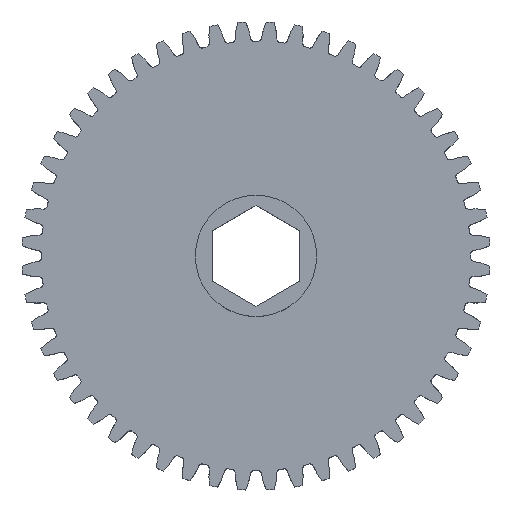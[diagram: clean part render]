
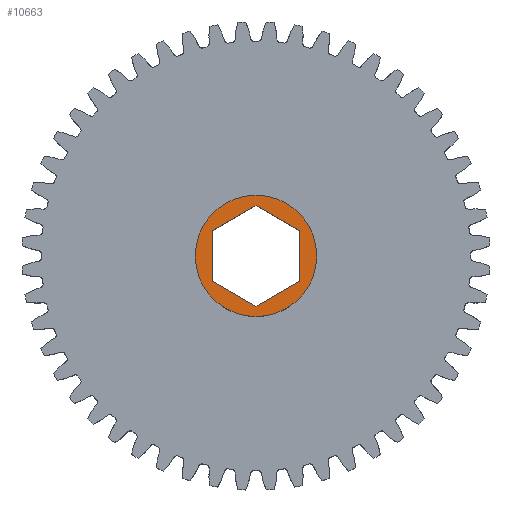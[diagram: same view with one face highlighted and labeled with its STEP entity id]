
A CAD part, top view. The second image highlights one B-rep face of the part: STEP entity #10663.
In plain terms, the highlighted planar face has unit normal (0, 0, 1).
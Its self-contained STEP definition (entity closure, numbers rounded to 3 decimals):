
#157 = VECTOR ( 'NONE', #2950, 1000. ) ;
#921 = DIRECTION ( 'NONE',  ( 0., 0., -1. ) ) ;
#987 = VECTOR ( 'NONE', #5944, 1000. ) ;
#1032 = VERTEX_POINT ( 'NONE', #17758 ) ;
#1157 = ORIENTED_EDGE ( 'NONE', *, *, #1296, .T. ) ;
#1296 = EDGE_CURVE ( 'NONE', #11290, #13105, #17296, .T. ) ;
#1449 = VERTEX_POINT ( 'NONE', #3705 ) ;
#1544 = ORIENTED_EDGE ( 'NONE', *, *, #16287, .T. ) ;
#1672 = AXIS2_PLACEMENT_3D ( 'NONE', #5814, #11390, #1912 ) ;
#1691 = CARTESIAN_POINT ( 'NONE',  ( 0., -7.376, 6.3 ) ) ;
#1912 = DIRECTION ( 'NONE',  ( 0., 1., 0. ) ) ;
#2472 = LINE ( 'NONE', #15936, #4825 ) ;
#2600 = DIRECTION ( 'NONE',  ( -0.866, -0.5, 0. ) ) ;
#2921 = VECTOR ( 'NONE', #8061, 1000. ) ;
#2950 = DIRECTION ( 'NONE',  ( -0.866, 0.5, 0. ) ) ;
#3075 = EDGE_LOOP ( 'NONE', ( #9932, #5837, #15529, #1544, #4682, #1157 ) ) ;
#3489 = ORIENTED_EDGE ( 'NONE', *, *, #8933, .F. ) ;
#3641 = LINE ( 'NONE', #16486, #9445 ) ;
#3705 = CARTESIAN_POINT ( 'NONE',  ( 0., -8.89, 6.3 ) ) ;
#4664 = VERTEX_POINT ( 'NONE', #5359 ) ;
#4682 = ORIENTED_EDGE ( 'NONE', *, *, #5373, .T. ) ;
#4708 = EDGE_CURVE ( 'NONE', #1032, #16816, #10959, .T. ) ;
#4735 = CARTESIAN_POINT ( 'NONE',  ( 0., 7.376, 6.3 ) ) ;
#4825 = VECTOR ( 'NONE', #5079, 1000. ) ;
#5079 = DIRECTION ( 'NONE',  ( 0., 1., 0. ) ) ;
#5265 = CARTESIAN_POINT ( 'NONE',  ( 0., 7.376, 6.3 ) ) ;
#5359 = CARTESIAN_POINT ( 'NONE',  ( 6.388, -3.688, 6.3 ) ) ;
#5373 = EDGE_CURVE ( 'NONE', #4664, #11290, #3641, .T. ) ;
#5814 = CARTESIAN_POINT ( 'NONE',  ( 0., 0., 6.3 ) ) ;
#5837 = ORIENTED_EDGE ( 'NONE', *, *, #4708, .T. ) ;
#5944 = DIRECTION ( 'NONE',  ( 0.866, -0.5, 0. ) ) ;
#6122 = VERTEX_POINT ( 'NONE', #8730 ) ;
#6747 = CARTESIAN_POINT ( 'NONE',  ( -6.388, 3.688, 6.3 ) ) ;
#7098 = VECTOR ( 'NONE', #12330, 1000. ) ;
#8061 = DIRECTION ( 'NONE',  ( 0., -1., 0. ) ) ;
#8536 = FACE_BOUND ( 'NONE', #3075, .T. ) ;
#8549 = CIRCLE ( 'NONE', #15839, 8.89 ) ;
#8730 = CARTESIAN_POINT ( 'NONE',  ( 6.388, 3.688, 6.3 ) ) ;
#8736 = CIRCLE ( 'NONE', #15455, 8.89 ) ;
#8933 = EDGE_CURVE ( 'NONE', #11256, #1449, #8549, .T. ) ;
#9445 = VECTOR ( 'NONE', #2600, 1000. ) ;
#9631 = ORIENTED_EDGE ( 'NONE', *, *, #11731, .F. ) ;
#9932 = ORIENTED_EDGE ( 'NONE', *, *, #17530, .T. ) ;
#10642 = LINE ( 'NONE', #10760, #2921 ) ;
#10663 = ADVANCED_FACE ( 'NONE', ( #8536, #10910 ), #15402, .F. ) ;
#10760 = CARTESIAN_POINT ( 'NONE',  ( 6.388, 3.688, 6.3 ) ) ;
#10910 = FACE_OUTER_BOUND ( 'NONE', #15041, .T. ) ;
#10959 = LINE ( 'NONE', #6747, #7098 ) ;
#11256 = VERTEX_POINT ( 'NONE', #13398 ) ;
#11290 = VERTEX_POINT ( 'NONE', #13578 ) ;
#11390 = DIRECTION ( 'NONE',  ( 0., 0., -1. ) ) ;
#11731 = EDGE_CURVE ( 'NONE', #1449, #11256, #8736, .T. ) ;
#12330 = DIRECTION ( 'NONE',  ( 0.866, 0.5, 0. ) ) ;
#12529 = CARTESIAN_POINT ( 'NONE',  ( -6.388, -3.688, 6.3 ) ) ;
#13105 = VERTEX_POINT ( 'NONE', #12529 ) ;
#13398 = CARTESIAN_POINT ( 'NONE',  ( 0., 8.89, 6.3 ) ) ;
#13578 = CARTESIAN_POINT ( 'NONE',  ( 0., -7.376, 6.3 ) ) ;
#14667 = EDGE_CURVE ( 'NONE', #16816, #6122, #16426, .T. ) ;
#14992 = CARTESIAN_POINT ( 'NONE',  ( 0., 0., 6.3 ) ) ;
#15041 = EDGE_LOOP ( 'NONE', ( #3489, #9631 ) ) ;
#15054 = DIRECTION ( 'NONE',  ( 0., 0., -1. ) ) ;
#15402 = PLANE ( 'NONE',  #1672 ) ;
#15455 = AXIS2_PLACEMENT_3D ( 'NONE', #14992, #15054, #17686 ) ;
#15529 = ORIENTED_EDGE ( 'NONE', *, *, #14667, .T. ) ;
#15839 = AXIS2_PLACEMENT_3D ( 'NONE', #15855, #921, #17400 ) ;
#15855 = CARTESIAN_POINT ( 'NONE',  ( 0., 0., 6.3 ) ) ;
#15936 = CARTESIAN_POINT ( 'NONE',  ( -6.388, -3.688, 6.3 ) ) ;
#16287 = EDGE_CURVE ( 'NONE', #6122, #4664, #10642, .T. ) ;
#16426 = LINE ( 'NONE', #4735, #987 ) ;
#16486 = CARTESIAN_POINT ( 'NONE',  ( 6.388, -3.688, 6.3 ) ) ;
#16816 = VERTEX_POINT ( 'NONE', #5265 ) ;
#17296 = LINE ( 'NONE', #1691, #157 ) ;
#17400 = DIRECTION ( 'NONE',  ( 0., 1., 0. ) ) ;
#17530 = EDGE_CURVE ( 'NONE', #13105, #1032, #2472, .T. ) ;
#17686 = DIRECTION ( 'NONE',  ( 0., 1., 0. ) ) ;
#17758 = CARTESIAN_POINT ( 'NONE',  ( -6.388, 3.688, 6.3 ) ) ;
